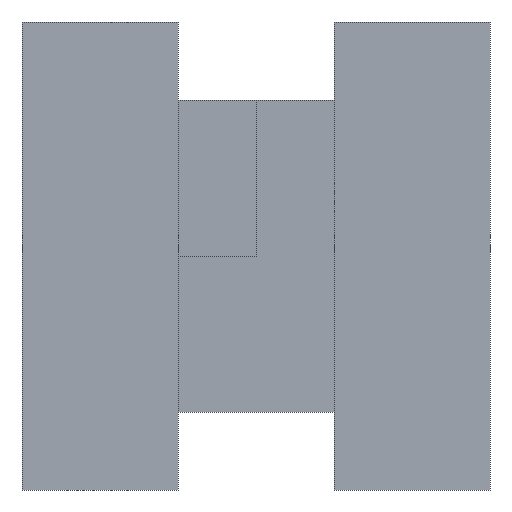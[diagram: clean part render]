
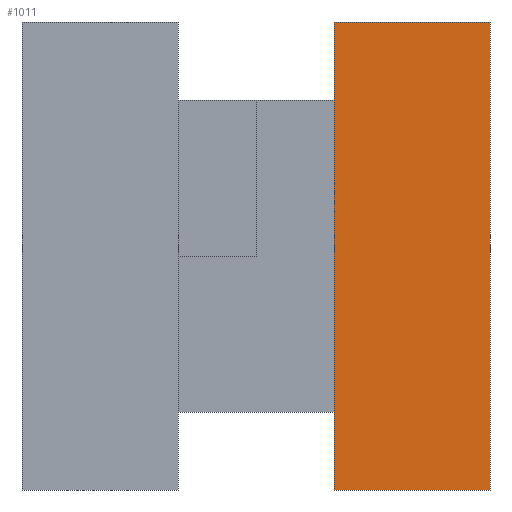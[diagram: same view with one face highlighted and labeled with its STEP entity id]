
A CAD part, front view. The second image highlights one B-rep face of the part: STEP entity #1011.
In plain terms, the highlighted planar face has unit normal (0, -1, 0).
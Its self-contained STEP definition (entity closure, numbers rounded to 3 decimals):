
#795 = EDGE_CURVE('',#796,#798,#800,.T.);
#796 = VERTEX_POINT('',#797);
#797 = CARTESIAN_POINT('',(-0.5,-0.5,-1.5));
#798 = VERTEX_POINT('',#799);
#799 = CARTESIAN_POINT('',(-0.5,-0.5,1.5));
#800 = SURFACE_CURVE('',#801,(#805,#817),.PCURVE_S1.);
#801 = LINE('',#802,#803);
#802 = CARTESIAN_POINT('',(-0.5,-0.5,-1.5));
#803 = VECTOR('',#804,1.);
#804 = DIRECTION('',(0.,0.,1.));
#805 = PCURVE('',#806,#811);
#806 = PLANE('',#807);
#807 = AXIS2_PLACEMENT_3D('',#808,#809,#810);
#808 = CARTESIAN_POINT('',(-0.5,-0.5,-1.5));
#809 = DIRECTION('',(1.,0.,0.));
#810 = DIRECTION('',(0.,0.,1.));
#811 = DEFINITIONAL_REPRESENTATION('',(#812),#816);
#812 = LINE('',#813,#814);
#813 = CARTESIAN_POINT('',(0.,0.));
#814 = VECTOR('',#815,1.);
#815 = DIRECTION('',(1.,0.));
#816 = ( GEOMETRIC_REPRESENTATION_CONTEXT(2) 
PARAMETRIC_REPRESENTATION_CONTEXT() REPRESENTATION_CONTEXT('2D SPACE',''
  ) );
#817 = PCURVE('',#818,#823);
#818 = PLANE('',#819);
#819 = AXIS2_PLACEMENT_3D('',#820,#821,#822);
#820 = CARTESIAN_POINT('',(-0.5,-0.5,-1.5));
#821 = DIRECTION('',(0.,1.,0.));
#822 = DIRECTION('',(0.,0.,1.));
#823 = DEFINITIONAL_REPRESENTATION('',(#824),#828);
#824 = LINE('',#825,#826);
#825 = CARTESIAN_POINT('',(0.,0.));
#826 = VECTOR('',#827,1.);
#827 = DIRECTION('',(1.,0.));
#828 = ( GEOMETRIC_REPRESENTATION_CONTEXT(2) 
PARAMETRIC_REPRESENTATION_CONTEXT() REPRESENTATION_CONTEXT('2D SPACE',''
  ) );
#846 = PLANE('',#847);
#847 = AXIS2_PLACEMENT_3D('',#848,#849,#850);
#848 = CARTESIAN_POINT('',(-0.5,-0.5,-1.5));
#849 = DIRECTION('',(0.,0.,1.));
#850 = DIRECTION('',(1.,0.,0.));
#900 = PLANE('',#901);
#901 = AXIS2_PLACEMENT_3D('',#902,#903,#904);
#902 = CARTESIAN_POINT('',(-0.5,-0.5,1.5));
#903 = DIRECTION('',(0.,0.,1.));
#904 = DIRECTION('',(1.,0.,0.));
#915 = EDGE_CURVE('',#916,#918,#920,.T.);
#916 = VERTEX_POINT('',#917);
#917 = CARTESIAN_POINT('',(0.5,-0.5,-1.5));
#918 = VERTEX_POINT('',#919);
#919 = CARTESIAN_POINT('',(0.5,-0.5,1.5));
#920 = SURFACE_CURVE('',#921,(#925,#937),.PCURVE_S1.);
#921 = LINE('',#922,#923);
#922 = CARTESIAN_POINT('',(0.5,-0.5,-1.5));
#923 = VECTOR('',#924,1.);
#924 = DIRECTION('',(0.,0.,1.));
#925 = PCURVE('',#926,#931);
#926 = PLANE('',#927);
#927 = AXIS2_PLACEMENT_3D('',#928,#929,#930);
#928 = CARTESIAN_POINT('',(0.5,-0.5,-1.5));
#929 = DIRECTION('',(1.,0.,0.));
#930 = DIRECTION('',(0.,0.,1.));
#931 = DEFINITIONAL_REPRESENTATION('',(#932),#936);
#932 = LINE('',#933,#934);
#933 = CARTESIAN_POINT('',(0.,0.));
#934 = VECTOR('',#935,1.);
#935 = DIRECTION('',(1.,0.));
#936 = ( GEOMETRIC_REPRESENTATION_CONTEXT(2) 
PARAMETRIC_REPRESENTATION_CONTEXT() REPRESENTATION_CONTEXT('2D SPACE',''
  ) );
#937 = PCURVE('',#818,#938);
#938 = DEFINITIONAL_REPRESENTATION('',(#939),#943);
#939 = LINE('',#940,#941);
#940 = CARTESIAN_POINT('',(0.,1.));
#941 = VECTOR('',#942,1.);
#942 = DIRECTION('',(1.,0.));
#943 = ( GEOMETRIC_REPRESENTATION_CONTEXT(2) 
PARAMETRIC_REPRESENTATION_CONTEXT() REPRESENTATION_CONTEXT('2D SPACE',''
  ) );
#1011 = ADVANCED_FACE('',(#1012),#818,.F.);
#1012 = FACE_BOUND('',#1013,.F.);
#1013 = EDGE_LOOP('',(#1014,#1035,#1036,#1057));
#1014 = ORIENTED_EDGE('',*,*,#1015,.F.);
#1015 = EDGE_CURVE('',#796,#916,#1016,.T.);
#1016 = SURFACE_CURVE('',#1017,(#1021,#1028),.PCURVE_S1.);
#1017 = LINE('',#1018,#1019);
#1018 = CARTESIAN_POINT('',(-0.5,-0.5,-1.5));
#1019 = VECTOR('',#1020,1.);
#1020 = DIRECTION('',(1.,0.,0.));
#1021 = PCURVE('',#818,#1022);
#1022 = DEFINITIONAL_REPRESENTATION('',(#1023),#1027);
#1023 = LINE('',#1024,#1025);
#1024 = CARTESIAN_POINT('',(0.,0.));
#1025 = VECTOR('',#1026,1.);
#1026 = DIRECTION('',(0.,1.));
#1027 = ( GEOMETRIC_REPRESENTATION_CONTEXT(2) 
PARAMETRIC_REPRESENTATION_CONTEXT() REPRESENTATION_CONTEXT('2D SPACE',''
  ) );
#1028 = PCURVE('',#846,#1029);
#1029 = DEFINITIONAL_REPRESENTATION('',(#1030),#1034);
#1030 = LINE('',#1031,#1032);
#1031 = CARTESIAN_POINT('',(0.,0.));
#1032 = VECTOR('',#1033,1.);
#1033 = DIRECTION('',(1.,0.));
#1034 = ( GEOMETRIC_REPRESENTATION_CONTEXT(2) 
PARAMETRIC_REPRESENTATION_CONTEXT() REPRESENTATION_CONTEXT('2D SPACE',''
  ) );
#1035 = ORIENTED_EDGE('',*,*,#795,.T.);
#1036 = ORIENTED_EDGE('',*,*,#1037,.T.);
#1037 = EDGE_CURVE('',#798,#918,#1038,.T.);
#1038 = SURFACE_CURVE('',#1039,(#1043,#1050),.PCURVE_S1.);
#1039 = LINE('',#1040,#1041);
#1040 = CARTESIAN_POINT('',(-0.5,-0.5,1.5));
#1041 = VECTOR('',#1042,1.);
#1042 = DIRECTION('',(1.,0.,0.));
#1043 = PCURVE('',#818,#1044);
#1044 = DEFINITIONAL_REPRESENTATION('',(#1045),#1049);
#1045 = LINE('',#1046,#1047);
#1046 = CARTESIAN_POINT('',(3.,0.));
#1047 = VECTOR('',#1048,1.);
#1048 = DIRECTION('',(0.,1.));
#1049 = ( GEOMETRIC_REPRESENTATION_CONTEXT(2) 
PARAMETRIC_REPRESENTATION_CONTEXT() REPRESENTATION_CONTEXT('2D SPACE',''
  ) );
#1050 = PCURVE('',#900,#1051);
#1051 = DEFINITIONAL_REPRESENTATION('',(#1052),#1056);
#1052 = LINE('',#1053,#1054);
#1053 = CARTESIAN_POINT('',(0.,0.));
#1054 = VECTOR('',#1055,1.);
#1055 = DIRECTION('',(1.,0.));
#1056 = ( GEOMETRIC_REPRESENTATION_CONTEXT(2) 
PARAMETRIC_REPRESENTATION_CONTEXT() REPRESENTATION_CONTEXT('2D SPACE',''
  ) );
#1057 = ORIENTED_EDGE('',*,*,#915,.F.);
